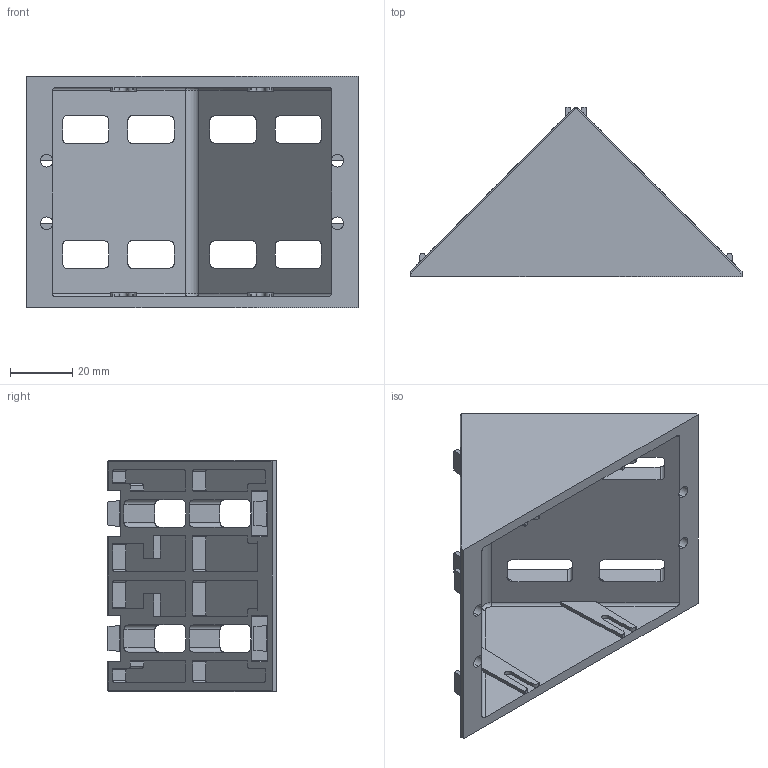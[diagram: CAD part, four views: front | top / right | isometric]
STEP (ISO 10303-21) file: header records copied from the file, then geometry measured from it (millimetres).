
FILE_DESCRIPTION (( 'STEP AP214' ), '1' );
FILE_NAME ('7268300', '2019-01-30T09:03:38', ( '' ), ('JUGARD+KÜNSTNER GmbH'), 'SwSTEP 2.0', 'SolidWorks 2017', '' );
FILE_SCHEMA (( 'AUTOMOTIVE_DESIGN' ));
Length unit declared in the file: millimetre
Products named in the file (1): 7268300
Bounding box: 106.26 x 54.21 x 74 mm (x, y, z)
Volume: 63053.8 mm3; surface area: 36368.8 mm2
Topology: 1 solids, 1 shells, 473 faces, 1310 edges, 860 vertices
Faces by surface type: plane 273, cylinder 196, bspline 4
Entity records: 14997 total; most frequent: CARTESIAN_POINT 3573, ORIENTED_EDGE 2620, DIRECTION 2078, EDGE_CURVE 1310, LINE 922, VECTOR 922, VERTEX_POINT 860, AXIS2_PLACEMENT_3D 578
